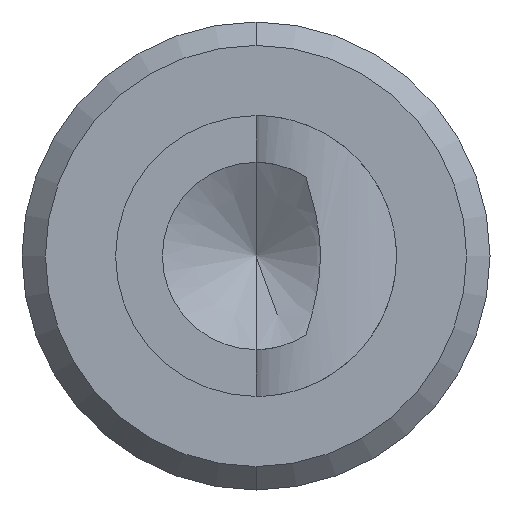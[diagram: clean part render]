
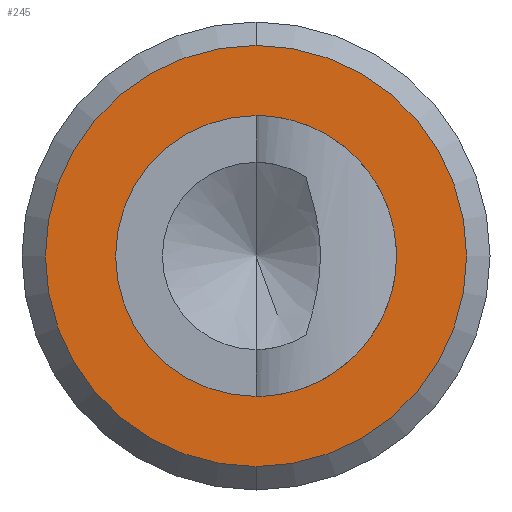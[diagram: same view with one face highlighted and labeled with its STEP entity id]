
A CAD part, front view. The second image highlights one B-rep face of the part: STEP entity #245.
In plain terms, the highlighted planar face has unit normal (0, -1, 0).
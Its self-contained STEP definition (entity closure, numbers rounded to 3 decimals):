
#12 = EDGE_LOOP ( 'NONE', ( #694, #540 ) ) ;
#14 = CARTESIAN_POINT ( 'NONE',  ( 0., 0., 0. ) ) ;
#25 = FACE_OUTER_BOUND ( 'NONE', #12, .T. ) ;
#36 = ORIENTED_EDGE ( 'NONE', *, *, #822, .F. ) ;
#40 = CARTESIAN_POINT ( 'NONE',  ( 0., 0., 0. ) ) ;
#79 = EDGE_CURVE ( 'NONE', #143, #152, #743, .T. ) ;
#83 = DIRECTION ( 'NONE',  ( 0., -1., 0. ) ) ;
#100 = AXIS2_PLACEMENT_3D ( 'NONE', #774, #83, #709 ) ;
#140 = DIRECTION ( 'NONE',  ( 0., 0., -1. ) ) ;
#143 = VERTEX_POINT ( 'NONE', #539 ) ;
#144 = CARTESIAN_POINT ( 'NONE',  ( 0., 0., -0.6 ) ) ;
#152 = VERTEX_POINT ( 'NONE', #446 ) ;
#165 = DIRECTION ( 'NONE',  ( 0., -1., 0. ) ) ;
#175 = PLANE ( 'NONE',  #203 ) ;
#203 = AXIS2_PLACEMENT_3D ( 'NONE', #556, #165, #252 ) ;
#223 = ORIENTED_EDGE ( 'NONE', *, *, #231, .F. ) ;
#229 = AXIS2_PLACEMENT_3D ( 'NONE', #40, #942, #140 ) ;
#231 = EDGE_CURVE ( 'NONE', #384, #363, #940, .T. ) ;
#245 = ADVANCED_FACE ( 'NONE', ( #857, #25 ), #175, .T. ) ;
#252 = DIRECTION ( 'NONE',  ( 0., 0., -1. ) ) ;
#303 = CIRCLE ( 'NONE', #229, 0.6 ) ;
#308 = AXIS2_PLACEMENT_3D ( 'NONE', #14, #851, #492 ) ;
#323 = EDGE_LOOP ( 'NONE', ( #223, #36 ) ) ;
#363 = VERTEX_POINT ( 'NONE', #144 ) ;
#384 = VERTEX_POINT ( 'NONE', #513 ) ;
#446 = CARTESIAN_POINT ( 'NONE',  ( 0., 0., -0.9 ) ) ;
#492 = DIRECTION ( 'NONE',  ( 0., 0., -1. ) ) ;
#513 = CARTESIAN_POINT ( 'NONE',  ( 0., 0., 0.6 ) ) ;
#539 = CARTESIAN_POINT ( 'NONE',  ( 0., 0., 0.9 ) ) ;
#540 = ORIENTED_EDGE ( 'NONE', *, *, #680, .T. ) ;
#556 = CARTESIAN_POINT ( 'NONE',  ( 1., 0., 0. ) ) ;
#647 = CARTESIAN_POINT ( 'NONE',  ( 0., 0., 0. ) ) ;
#680 = EDGE_CURVE ( 'NONE', #152, #143, #733, .T. ) ;
#694 = ORIENTED_EDGE ( 'NONE', *, *, #79, .T. ) ;
#709 = DIRECTION ( 'NONE',  ( 0., 0., -1. ) ) ;
#733 = CIRCLE ( 'NONE', #308, 0.9 ) ;
#743 = CIRCLE ( 'NONE', #778, 0.9 ) ;
#774 = CARTESIAN_POINT ( 'NONE',  ( 0., 0., 0. ) ) ;
#778 = AXIS2_PLACEMENT_3D ( 'NONE', #647, #794, #944 ) ;
#794 = DIRECTION ( 'NONE',  ( 0., -1., 0. ) ) ;
#822 = EDGE_CURVE ( 'NONE', #363, #384, #303, .T. ) ;
#851 = DIRECTION ( 'NONE',  ( 0., -1., 0. ) ) ;
#857 = FACE_BOUND ( 'NONE', #323, .T. ) ;
#940 = CIRCLE ( 'NONE', #100, 0.6 ) ;
#942 = DIRECTION ( 'NONE',  ( 0., -1., 0. ) ) ;
#944 = DIRECTION ( 'NONE',  ( 0., 0., -1. ) ) ;
